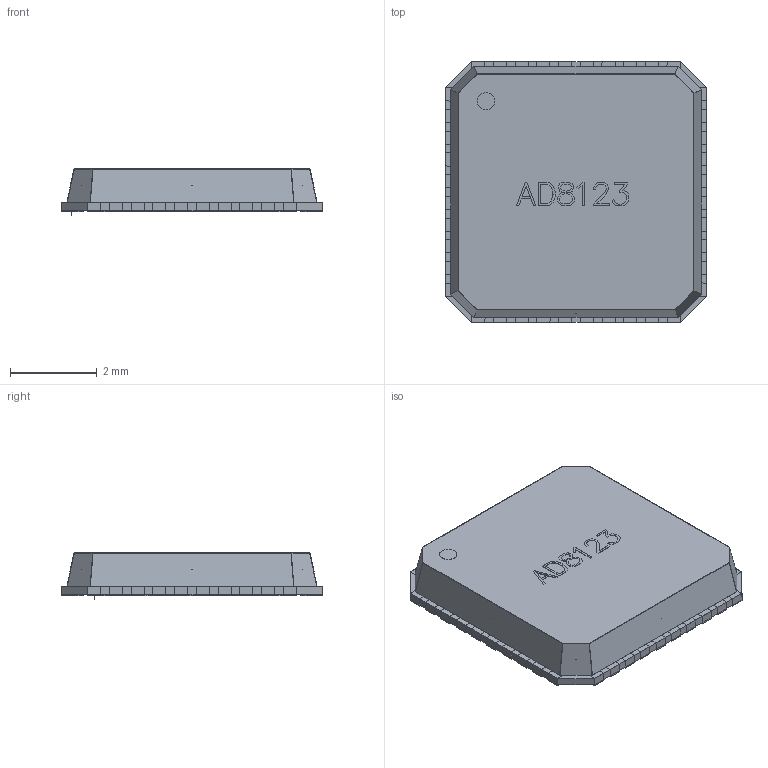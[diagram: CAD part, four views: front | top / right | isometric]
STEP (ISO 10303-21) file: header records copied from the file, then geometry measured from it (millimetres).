
FILE_DESCRIPTION (( 'STEP AP214' ), '1' );
FILE_NAME ('User Library-LFCSP-40.STEP', '2019-09-06T11:49:50', ( '' ), ( '' ), 'SwSTEP 2.0', 'SolidWorks 2019', '' );
FILE_SCHEMA (( 'AUTOMOTIVE_DESIGN' ));
Length unit declared in the file: millimetre
Products named in the file (97): BODYLFCSP_3; Free-Models5; 358344913; Extruded22; 358334801; 358344529; 358335185; BODYLFCSP_4; 358346321; 358344657; Extruded24; Extruded31; 358345809; Cylinder1; Extruded16; Free-Models4; 358344401; Extruded21; Free-Models3; 358334545; Extruded30; 358106897; Board4; Extruded23; Extruded28; User Library-LFCSP-40; 358334673; 358345425; 358345169; Board3; Extruded19; Board5; 358346705; Extruded27; Extruded29; 358336209; Extruded26; 358343505; Extruded20; Extruded17 ...
Assembly tree (144 placements, depth 6):
  User Library-LFCSP-40
    Free-Models3
      358336209
        Extruded22
      358345809
        Extruded16
      358345809
        Extruded16
      358345809
        Extruded16
      358345809
        Extruded16
      358345809
        Extruded16
      358345809
        Extruded16
      358345809
        Extruded16
      358345809
        Extruded16
      358345809
        Extruded16
      358345809
        Extruded16
      358344529
        Extruded26
      358344529
        Extruded26
      358344529
        Extruded26
      358344529
        Extruded26
      358344529
        Extruded26
      358344529
        Extruded26
      358344529
        Extruded26
      358344529
        Extruded26
      358344529
        Extruded26
      358344529
        Extruded26
      358344657
        Extruded21
      358344657
        Extruded21
      358344657
        Extruded21
      358344657
        Extruded21
      358344657
        Extruded21
      358344657
        Extruded21
      358344657
        Extruded21
      358344657
        Extruded21
Bounding box: 6.02 x 6.02 x 1.1 mm (x, y, z)
Volume: 12 mm3; surface area: 233.2 mm2
Topology: 65 solids, 71 shells, 735 faces, 1796 edges, 1200 vertices
Faces by surface type: plane 733, cylinder 2
Entity records: 12355 total; most frequent: CARTESIAN_POINT 1849, DIRECTION 1844, ORIENTED_EDGE 1564, EDGE_CURVE 788, VECTOR 782, LINE 782, AXIS2_PLACEMENT_3D 531, VERTEX_POINT 528
